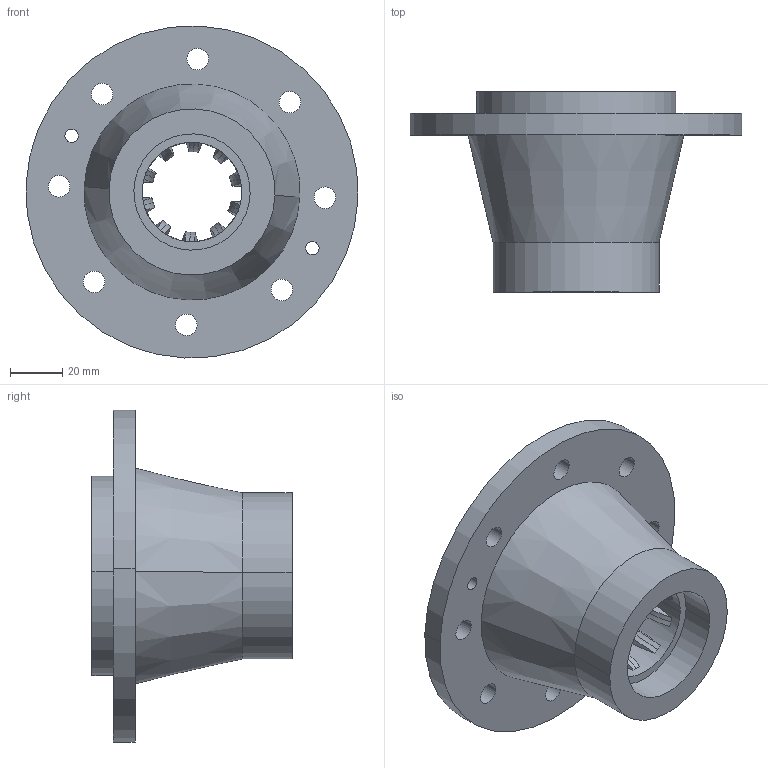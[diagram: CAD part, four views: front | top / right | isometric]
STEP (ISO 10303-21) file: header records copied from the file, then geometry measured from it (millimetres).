
FILE_DESCRIPTION (( 'STEP AP203' ), '1' );
FILE_NAME ('FDPinion_Secondary.STEP', '2023-07-27T05:57:19', ( '' ), ( '' ), 'SwSTEP 2.0', 'SolidWorks 2021', '' );
FILE_SCHEMA (( 'CONFIG_CONTROL_DESIGN' ));
Length unit declared in the file: centimetre
Products named in the file (4): Drum Brake _1_; Front Axle Assembly _1_; Part 76; FDPinion_Secondary
Assembly tree (3 placements, depth 4):
  FDPinion_Secondary
    Front Axle Assembly _1_
      Drum Brake _1_
        Part 76
Bounding box: 126.88 x 76.52 x 126.88 mm (x, y, z)
Volume: 253078 mm3; surface area: 53168.1 mm2
Topology: 1 solids, 1 shells, 112 faces, 294 edges, 188 vertices
Faces by surface type: cylinder 42, plane 26, cone 24, torus 20
Entity records: 4062 total; most frequent: CARTESIAN_POINT 794, DIRECTION 632, ORIENTED_EDGE 588, EDGE_CURVE 294, AXIS2_PLACEMENT_3D 258, VERTEX_POINT 188, CIRCLE 138, EDGE_LOOP 138
